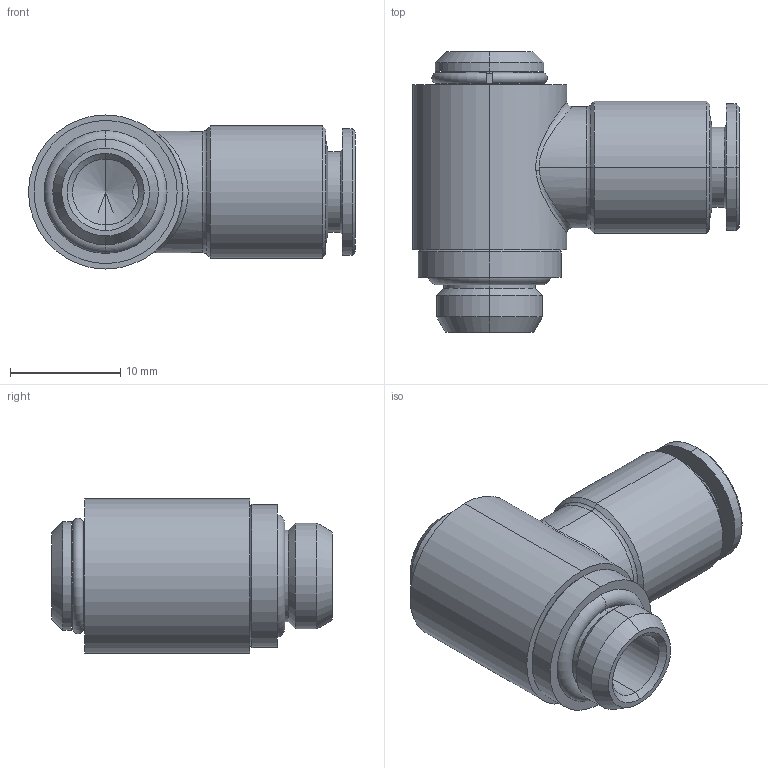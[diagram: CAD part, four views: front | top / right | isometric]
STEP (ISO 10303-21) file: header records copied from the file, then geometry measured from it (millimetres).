
FILE_DESCRIPTION (( 'STEP AP203' ), '1' );
FILE_NAME ('A0080031.STEP', '2009-04-09T12:08:35', ( 'UT1' ), ( '' ), 'SwSTEP 2.0', 'SolidWorks 2009', '' );
FILE_SCHEMA (( 'CONFIG_CONTROL_DESIGN' ));
Length unit declared in the file: millimetre
Products named in the file (1): A0080031
Bounding box: 29.7 x 25.5 x 14 mm (x, y, z)
Volume: 3748.5 mm3; surface area: 2792.1 mm2
Topology: 1 solids, 1 shells, 94 faces, 207 edges, 122 vertices
Faces by surface type: cylinder 31, cone 30, plane 26, torus 5, bspline 2
Entity records: 3170 total; most frequent: CARTESIAN_POINT 1009, DIRECTION 470, ORIENTED_EDGE 406, EDGE_CURVE 203, AXIS2_PLACEMENT_3D 194, VERTEX_POINT 122, EDGE_LOOP 107, CIRCLE 101
